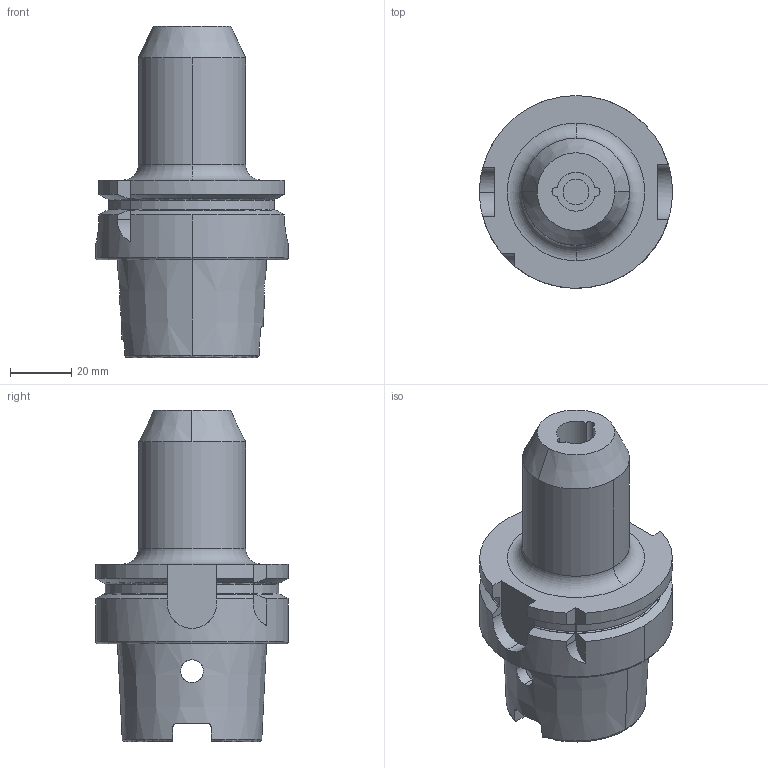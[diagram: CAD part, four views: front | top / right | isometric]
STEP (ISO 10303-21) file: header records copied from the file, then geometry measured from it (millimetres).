
FILE_DESCRIPTION (( 'STEP AP203' ), '1' );
FILE_NAME ('STP-SATE-93711B.STEP', '2020-06-04T01:24:08', ( '' ), ( '' ), 'SwSTEP 2.0', 'SolidWorks 2017', '' );
FILE_SCHEMA (( 'CONFIG_CONTROL_DESIGN' ));
Length unit declared in the file: millimetre
Products named in the file (1): STP-SATE-93711B
Bounding box: 63 x 63 x 108.2 mm (x, y, z)
Volume: 124224 mm3; surface area: 29189.6 mm2
Topology: 1 solids, 1 shells, 117 faces, 306 edges, 196 vertices
Faces by surface type: cylinder 43, plane 31, torus 26, cone 17
Entity records: 4236 total; most frequent: CARTESIAN_POINT 1272, DIRECTION 617, ORIENTED_EDGE 612, EDGE_CURVE 306, AXIS2_PLACEMENT_3D 257, VERTEX_POINT 196, CIRCLE 139, EDGE_LOOP 126
